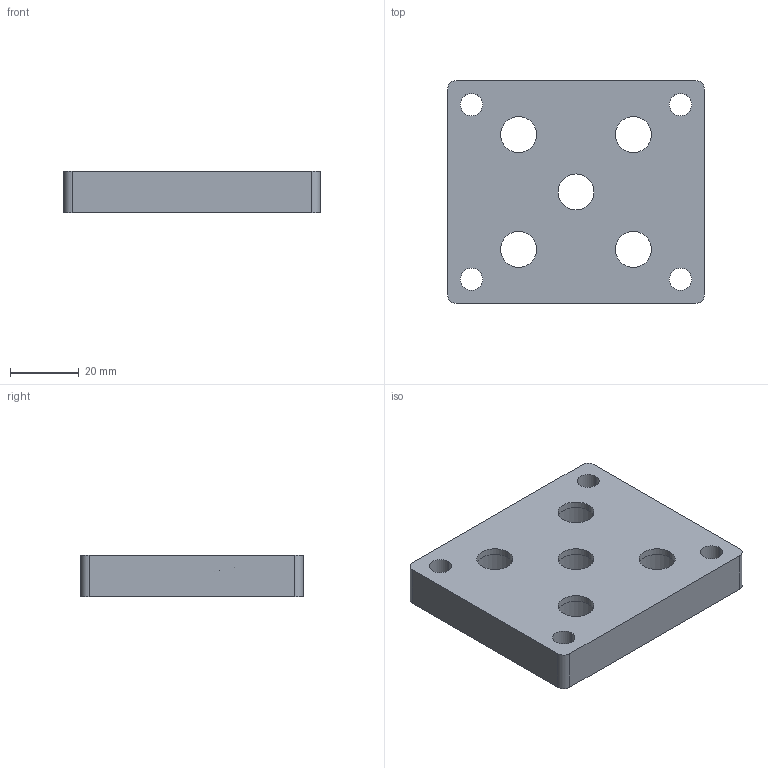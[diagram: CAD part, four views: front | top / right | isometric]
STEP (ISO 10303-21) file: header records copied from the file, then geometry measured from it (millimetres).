
FILE_DESCRIPTION(('CATIA V5 STEP Exchange'),'2;1');
FILE_NAME('VSOTR1100-Y039 - Al 12mm - 20 Pcs.stp','2022-06-27T08:23:39+00:00',('none'),('none'),'CATIA Version 5 Release 21 GA (IN-10)','CATIA V5 STEP AP214','none');
FILE_SCHEMA(('AUTOMOTIVE_DESIGN { 1 0 10303 214 1 1 1 1 }'));
Length unit declared in the file: millimetre
Products named in the file (1): VSOTR1100-Y039
Bounding box: 75 x 65 x 12 mm (x, y, z)
Volume: 45923.8 mm3; surface area: 15739.7 mm2
Topology: 1 solids, 1 shells, 43 faces, 108 edges, 72 vertices
Faces by surface type: cylinder 32, plane 11
Entity records: 1230 total; most frequent: ORIENTED_EDGE 216, CARTESIAN_POINT 206, DIRECTION 158, EDGE_CURVE 108, AXIS2_PLACEMENT_3D 90, VERTEX_POINT 72, EDGE_LOOP 66, CIRCLE 64
